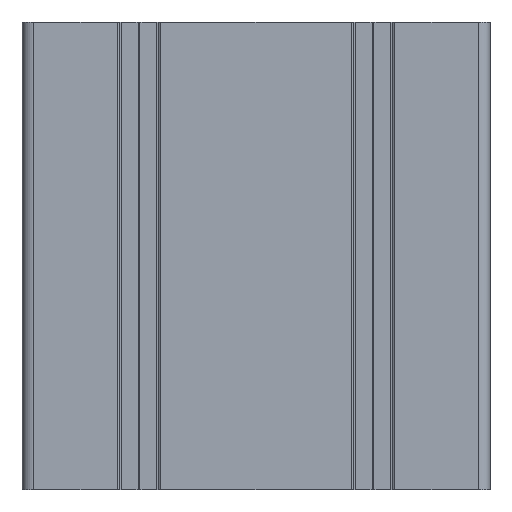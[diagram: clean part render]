
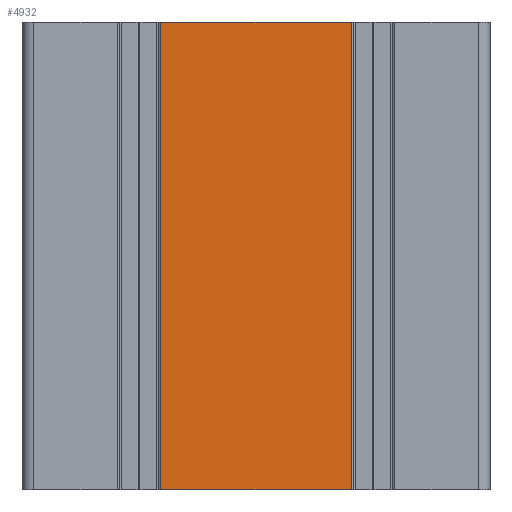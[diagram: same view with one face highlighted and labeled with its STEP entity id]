
A CAD part, front view. The second image highlights one B-rep face of the part: STEP entity #4932.
In plain terms, the highlighted planar face has unit normal (0, -1, 0).
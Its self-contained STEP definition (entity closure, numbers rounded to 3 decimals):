
#584=FACE_OUTER_BOUND('',#838,.T.);
#838=EDGE_LOOP('',(#3843,#3844,#3845,#3846));
#1264=LINE('',#8046,#1756);
#1265=LINE('',#8049,#1757);
#1266=LINE('',#8051,#1758);
#1267=LINE('',#8052,#1759);
#1756=VECTOR('',#6568,100.);
#1757=VECTOR('',#6571,40.7);
#1758=VECTOR('',#6572,40.7);
#1759=VECTOR('',#6573,100.);
#2265=VERTEX_POINT('',#8042);
#2266=VERTEX_POINT('',#8044);
#2267=VERTEX_POINT('',#8048);
#2268=VERTEX_POINT('',#8050);
#2932=EDGE_CURVE('',#2265,#2266,#1264,.T.);
#2933=EDGE_CURVE('',#2267,#2265,#1265,.T.);
#2934=EDGE_CURVE('',#2268,#2266,#1266,.T.);
#2935=EDGE_CURVE('',#2267,#2268,#1267,.T.);
#3843=ORIENTED_EDGE('',*,*,#2933,.T.);
#3844=ORIENTED_EDGE('',*,*,#2932,.T.);
#3845=ORIENTED_EDGE('',*,*,#2934,.F.);
#3846=ORIENTED_EDGE('',*,*,#2935,.F.);
#4712=PLANE('',#5372);
#4932=ADVANCED_FACE('',(#584),#4712,.T.);
#5372=AXIS2_PLACEMENT_3D('',#8047,#6569,#6570);
#6568=DIRECTION('',(0.,0.,1.));
#6569=DIRECTION('center_axis',(0.,-1.,0.));
#6570=DIRECTION('ref_axis',(1.,0.,0.));
#6571=DIRECTION('',(1.,0.,0.));
#6572=DIRECTION('',(1.,0.,0.));
#6573=DIRECTION('',(0.,0.,1.));
#8042=CARTESIAN_POINT('',(20.35,-50.,0.));
#8044=CARTESIAN_POINT('',(20.35,-50.,100.));
#8046=CARTESIAN_POINT('',(20.35,-50.,0.));
#8047=CARTESIAN_POINT('Origin',(-20.35,-50.,0.));
#8048=CARTESIAN_POINT('',(-20.35,-50.,0.));
#8049=CARTESIAN_POINT('',(-20.35,-50.,0.));
#8050=CARTESIAN_POINT('',(-20.35,-50.,100.));
#8051=CARTESIAN_POINT('',(-20.35,-50.,100.));
#8052=CARTESIAN_POINT('',(-20.35,-50.,0.));
